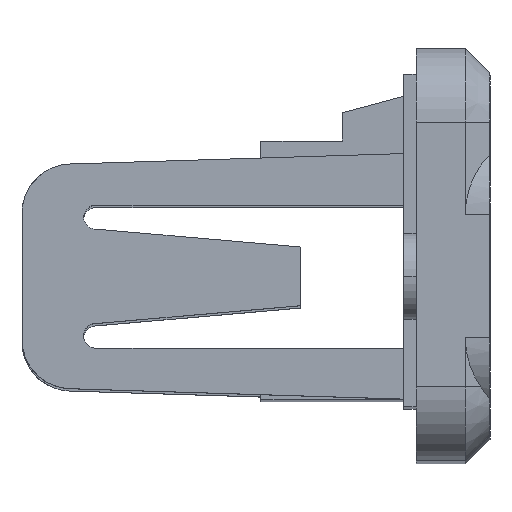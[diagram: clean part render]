
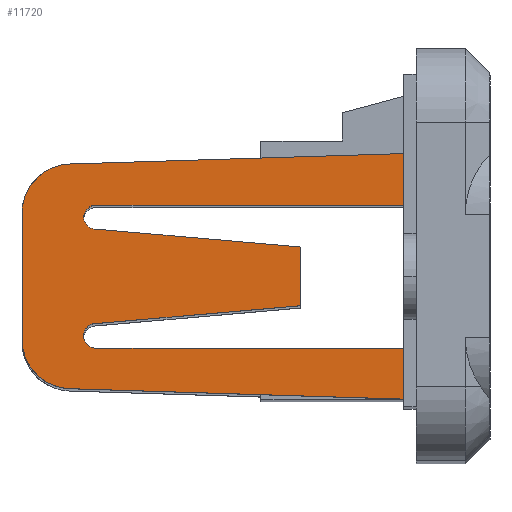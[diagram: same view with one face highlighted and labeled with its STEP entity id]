
A CAD part, top view. The second image highlights one B-rep face of the part: STEP entity #11720.
In plain terms, the highlighted face is planar.
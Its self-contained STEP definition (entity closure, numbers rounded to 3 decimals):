
#120=CARTESIAN_POINT('',(67.845,6.309,6.2));
#130=VERTEX_POINT('',#120);
#160=CARTESIAN_POINT('',(67.845,8.691,6.2));
#170=DIRECTION('',(0.,-1.,0.));
#180=VECTOR('',#170,1.);
#190=LINE('',#160,#180);
#200=CARTESIAN_POINT('',(67.845,8.691,6.2));
#210=VERTEX_POINT('',#200);
#220=EDGE_CURVE('',#210,#130,#190,.T.);
#9660=CARTESIAN_POINT('',(67.845,10.385,14.5));
#9670=VERTEX_POINT('',#9660);
#9700=CARTESIAN_POINT('',(67.845,10.385,14.5));
#9710=DIRECTION('',(0.,0.,-1.));
#9720=VECTOR('',#9710,1.);
#9730=LINE('',#9700,#9720);
#9740=CARTESIAN_POINT('',(67.845,10.385,2.));
#9750=VERTEX_POINT('',#9740);
#9760=EDGE_CURVE('',#9670,#9750,#9730,.T.);
#10190=CARTESIAN_POINT('',(67.845,9.902,15.));
#10200=VERTEX_POINT('',#10190);
#10230=CARTESIAN_POINT('',(67.845,9.885,14.5));
#10240=DIRECTION('',(-1.,0.,0.));
#10250=DIRECTION('',(0.,0.034,0.999));
#10260=AXIS2_PLACEMENT_3D('',#10230,#10240,#10250);
#10270=CIRCLE('',#10260,0.5);
#10280=EDGE_CURVE('',#10200,#9670,#10270,.T.);
#10530=CARTESIAN_POINT('',(67.845,9.421,14.544));
#10540=VERTEX_POINT('',#10530);
#10570=CARTESIAN_POINT('',(67.845,9.919,14.5));
#10580=DIRECTION('',(-1.,0.,0.));
#10590=DIRECTION('',(0.,-0.996,0.087));
#10600=AXIS2_PLACEMENT_3D('',#10570,#10580,#10590);
#10610=CIRCLE('',#10600,0.5);
#10620=EDGE_CURVE('',#10540,#10200,#10610,.T.);
#10740=CARTESIAN_POINT('',(67.845,11.336,-0.209));
#10750=DIRECTION('',(1.,0.,0.));
#10760=DIRECTION('',(0.,1.,0.));
#10770=AXIS2_PLACEMENT_3D('',#10740,#10750,#10760);
#10780=PLANE('',#10770);
#10790=CARTESIAN_POINT('',(67.845,10.062,17.5));
#10800=DIRECTION('',(0.,-1.,0.));
#10810=VECTOR('',#10800,1.);
#10820=LINE('',#10790,#10810);
#10830=CARTESIAN_POINT('',(67.845,10.062,17.5));
#10840=VERTEX_POINT('',#10830);
#10850=CARTESIAN_POINT('',(67.845,4.938,17.5));
#10860=VERTEX_POINT('',#10850);
#10870=EDGE_CURVE('',#10840,#10860,#10820,.T.);
#10880=ORIENTED_EDGE('',*,*,#10870,.T.);
#10890=CARTESIAN_POINT('',(67.845,10.062,15.5));
#10900=DIRECTION('',(1.,0.,0.));
#10910=DIRECTION('',(0.,1.,0.031));
#10920=AXIS2_PLACEMENT_3D('',#10890,#10900,#10910);
#10930=CIRCLE('',#10920,2.);
#10940=CARTESIAN_POINT('',(67.845,12.061,15.562));
#10950=VERTEX_POINT('',#10940);
#10960=EDGE_CURVE('',#10950,#10840,#10930,.T.);
#10970=ORIENTED_EDGE('',*,*,#10960,.T.);
#10980=CARTESIAN_POINT('',(67.845,12.484,2.));
#10990=DIRECTION('',(0.,-0.031,1.));
#11000=VECTOR('',#10990,1.);
#11010=LINE('',#10980,#11000);
#11020=CARTESIAN_POINT('',(67.845,12.484,2.));
#11030=VERTEX_POINT('',#11020);
#11040=EDGE_CURVE('',#11030,#10950,#11010,.T.);
#11050=ORIENTED_EDGE('',*,*,#11040,.T.);
#11060=CARTESIAN_POINT('',(67.845,10.385,2.));
#11070=DIRECTION('',(0.,1.,0.));
#11080=VECTOR('',#11070,1.);
#11090=LINE('',#11060,#11080);
#11100=EDGE_CURVE('',#9750,#11030,#11090,.T.);
#11110=ORIENTED_EDGE('',*,*,#11100,.T.);
#11120=ORIENTED_EDGE('',*,*,#9760,.T.);
#11130=ORIENTED_EDGE('',*,*,#10280,.T.);
#11140=ORIENTED_EDGE('',*,*,#10620,.T.);
#11150=CARTESIAN_POINT('',(67.845,8.691,6.2));
#11160=DIRECTION('',(0.,0.087,0.996));
#11170=VECTOR('',#11160,1.);
#11180=LINE('',#11150,#11170);
#11190=EDGE_CURVE('',#210,#10540,#11180,.T.);
#11200=ORIENTED_EDGE('',*,*,#11190,.T.);
#11210=ORIENTED_EDGE('',*,*,#220,.F.);
#11220=CARTESIAN_POINT('',(67.845,5.579,14.544));
#11230=DIRECTION('',(0.,0.087,-0.996));
#11240=VECTOR('',#11230,1.);
#11250=LINE('',#11220,#11240);
#11260=CARTESIAN_POINT('',(67.845,5.579,14.544));
#11270=VERTEX_POINT('',#11260);
#11280=EDGE_CURVE('',#11270,#130,#11250,.T.);
#11290=ORIENTED_EDGE('',*,*,#11280,.T.);
#11300=CARTESIAN_POINT('',(67.845,5.085,14.5));
#11310=DIRECTION('',(-1.,0.,0.));
#11320=DIRECTION('',(0.,-1.,0.));
#11330=AXIS2_PLACEMENT_3D('',#11300,#11310,#11320);
#11340=CIRCLE('',#11330,0.5);
#11350=CARTESIAN_POINT('',(67.845,4.585,14.5));
#11360=VERTEX_POINT('',#11350);
#11370=EDGE_CURVE('',#11360,#11270,#11340,.T.);
#11380=ORIENTED_EDGE('',*,*,#11370,.T.);
#11390=CARTESIAN_POINT('',(67.845,4.585,2.));
#11400=DIRECTION('',(0.,0.,1.));
#11410=VECTOR('',#11400,1.);
#11420=LINE('',#11390,#11410);
#11430=CARTESIAN_POINT('',(67.845,4.585,2.));
#11440=VERTEX_POINT('',#11430);
#11450=EDGE_CURVE('',#11440,#11360,#11420,.T.);
#11460=ORIENTED_EDGE('',*,*,#11450,.T.);
#11470=CARTESIAN_POINT('',(67.845,2.516,2.));
#11480=DIRECTION('',(0.,1.,0.));
#11490=VECTOR('',#11480,1.);
#11500=LINE('',#11470,#11490);
#11510=CARTESIAN_POINT('',(67.845,2.516,2.));
#11520=VERTEX_POINT('',#11510);
#11530=EDGE_CURVE('',#11520,#11440,#11500,.T.);
#11540=ORIENTED_EDGE('',*,*,#11530,.T.);
#11550=CARTESIAN_POINT('',(67.845,2.939,15.562));
#11560=DIRECTION('',(0.,-0.031,-1.));
#11570=VECTOR('',#11560,1.);
#11580=LINE('',#11550,#11570);
#11590=CARTESIAN_POINT('',(67.845,2.939,15.562));
#11600=VERTEX_POINT('',#11590);
#11610=EDGE_CURVE('',#11600,#11520,#11580,.T.);
#11620=ORIENTED_EDGE('',*,*,#11610,.T.);
#11630=CARTESIAN_POINT('',(67.845,4.938,15.5));
#11640=DIRECTION('',(1.,0.,0.));
#11650=DIRECTION('',(0.,0.,1.));
#11660=AXIS2_PLACEMENT_3D('',#11630,#11640,#11650);
#11670=CIRCLE('',#11660,2.);
#11680=EDGE_CURVE('',#10860,#11600,#11670,.T.);
#11690=ORIENTED_EDGE('',*,*,#11680,.T.);
#11700=EDGE_LOOP('',(#11690,#11620,#11540,#11460,#11380,#11290,#11210,
#11200,#11140,#11130,#11120,#11110,#11050,#10970,#10880));
#11710=FACE_OUTER_BOUND('',#11700,.T.);
#11720=ADVANCED_FACE('',(#11710),#10780,.T.);
